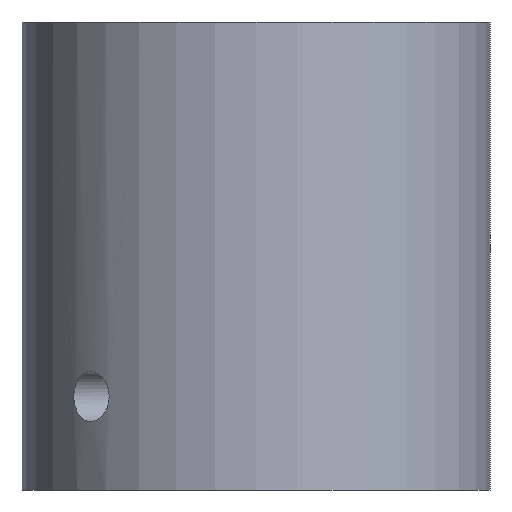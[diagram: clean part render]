
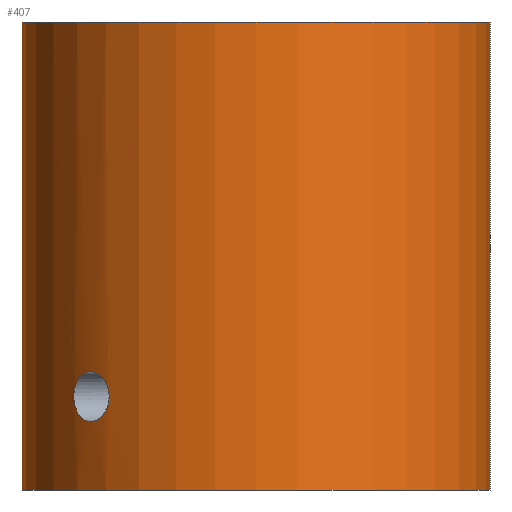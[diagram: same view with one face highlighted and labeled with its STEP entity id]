
A CAD part, front view. The second image highlights one B-rep face of the part: STEP entity #407.
In plain terms, the highlighted cylindrical face has radius 15 mm (diameter 30 mm), a full revolution.
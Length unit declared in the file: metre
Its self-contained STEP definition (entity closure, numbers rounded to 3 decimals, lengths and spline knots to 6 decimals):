
#12=B_SPLINE_CURVE_WITH_KNOTS('',3,(#753,#754,#755,#756,#757,#758,#759,
#760,#761,#762,#763),.UNSPECIFIED.,.T.,.F.,(1,1,1,1,1,1,1,1,1,1,1,1,1,1,
1),(-0.003754,-0.002503,-0.001251,0.,0.001251,
0.002503,0.003754,0.005005,0.006257,
0.007508,0.008759,0.010011,0.011262,
0.012513,0.013765),.UNSPECIFIED.);
#21=CYLINDRICAL_SURFACE('',#556,0.015);
#112=ORIENTED_EDGE('',*,*,#186,.F.);
#113=ORIENTED_EDGE('',*,*,#175,.F.);
#114=ORIENTED_EDGE('',*,*,#164,.T.);
#164=EDGE_CURVE('',#209,#209,#245,.T.);
#175=EDGE_CURVE('',#220,#220,#251,.T.);
#186=EDGE_CURVE('',#231,#231,#12,.T.);
#209=VERTEX_POINT('',#696);
#220=VERTEX_POINT('',#719);
#231=VERTEX_POINT('',#764);
#245=CIRCLE('',#527,0.015);
#251=CIRCLE('',#534,0.015);
#298=EDGE_LOOP('',(#112));
#299=EDGE_LOOP('',(#113));
#300=EDGE_LOOP('',(#114));
#349=FACE_BOUND('',#298,.T.);
#350=FACE_BOUND('',#299,.T.);
#351=FACE_BOUND('',#300,.T.);
#407=ADVANCED_FACE('',(#349,#350,#351),#21,.T.);
#527=AXIS2_PLACEMENT_3D('',#695,#580,#581);
#534=AXIS2_PLACEMENT_3D('',#718,#599,#600);
#556=AXIS2_PLACEMENT_3D('',#752,#644,#645);
#580=DIRECTION('',(0.,0.,1.));
#581=DIRECTION('',(1.,0.,0.));
#599=DIRECTION('',(0.,0.,1.));
#600=DIRECTION('',(1.,0.,0.));
#644=DIRECTION('',(0.,0.,-1.));
#645=DIRECTION('',(1.,0.,0.));
#695=CARTESIAN_POINT('',(0.,0.,0.));
#696=CARTESIAN_POINT('',(0.015,0.,0.));
#718=CARTESIAN_POINT('',(0.,0.,0.03));
#719=CARTESIAN_POINT('',(0.015,0.,0.03));
#752=CARTESIAN_POINT('',(0.,0.,0.));
#753=CARTESIAN_POINT('',(-0.011462,-0.009691,0.007255));
#754=CARTESIAN_POINT('',(-0.011785,-0.009277,0.006));
#755=CARTESIAN_POINT('',(-0.011463,-0.00969,0.004746));
#756=CARTESIAN_POINT('',(-0.010623,-0.010621,0.004227));
#757=CARTESIAN_POINT('',(-0.00969,-0.011463,0.004746));
#758=CARTESIAN_POINT('',(-0.009277,-0.011785,0.006));
#759=CARTESIAN_POINT('',(-0.009689,-0.011464,0.007252));
#760=CARTESIAN_POINT('',(-0.01062,-0.010623,0.007773));
#761=CARTESIAN_POINT('',(-0.011462,-0.009691,0.007255));
#762=CARTESIAN_POINT('',(-0.011785,-0.009277,0.006));
#763=CARTESIAN_POINT('',(-0.011463,-0.00969,0.004746));
#764=CARTESIAN_POINT('',(-0.011677,-0.009415,0.006));
